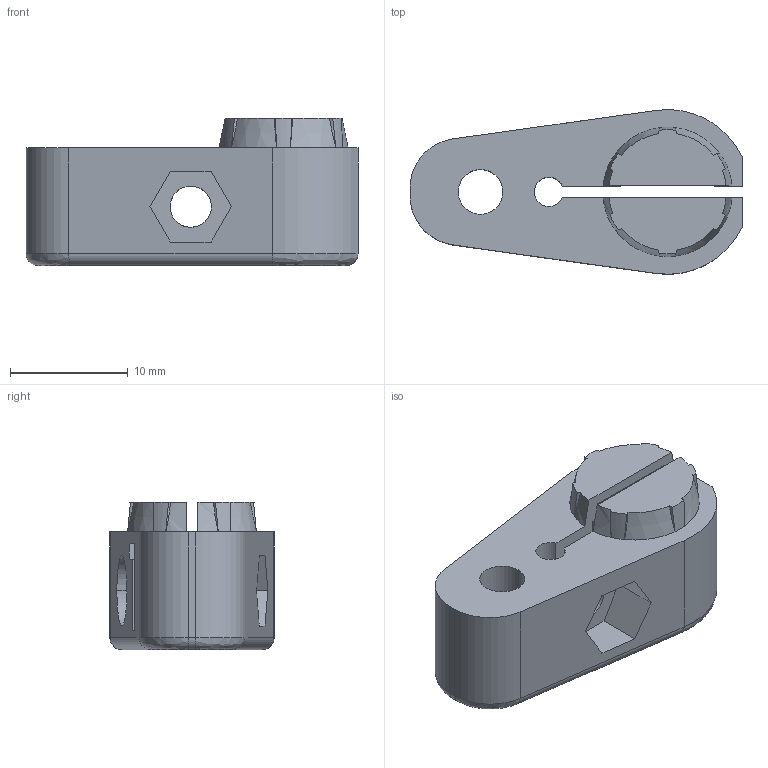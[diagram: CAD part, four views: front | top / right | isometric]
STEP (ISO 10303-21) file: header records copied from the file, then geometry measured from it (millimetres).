
FILE_DESCRIPTION (( 'STEP AP214' ), '1' );
FILE_NAME ('Chumaceira_Guia_Z_Left.step', '2016-04-29T10:40:08', ( '' ), ( '' ), 'SwSTEP 2.0', 'SolidWorks 2016', '' );
FILE_SCHEMA (( 'AUTOMOTIVE_DESIGN' ));
Length unit declared in the file: millimetre
Products named in the file (1): Chumaceira_Guia_Z_Left
Bounding box: 28.21 x 14 x 12.5 mm (x, y, z)
Volume: 2078.5 mm3; surface area: 2158.3 mm2
Topology: 1 solids, 1 shells, 149 faces, 403 edges, 258 vertices
Faces by surface type: cylinder 85, plane 37, cone 23, bspline 4
Entity records: 6817 total; most frequent: CARTESIAN_POINT 1443, ORIENTED_EDGE 806, DIRECTION 769, EDGE_CURVE 403, AXIS2_PLACEMENT_3D 313, VERTEX_POINT 258, CIRCLE 167, EDGE_LOOP 157
